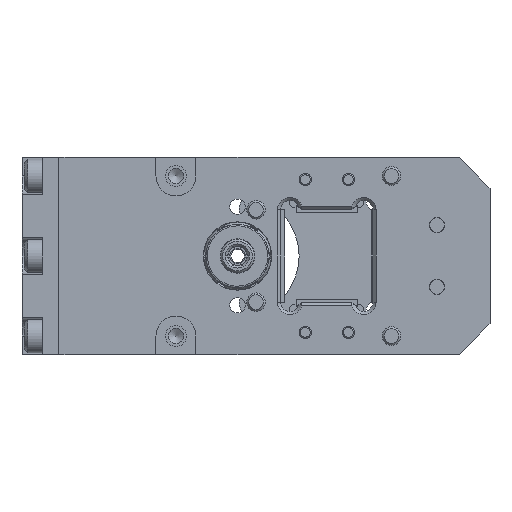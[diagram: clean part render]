
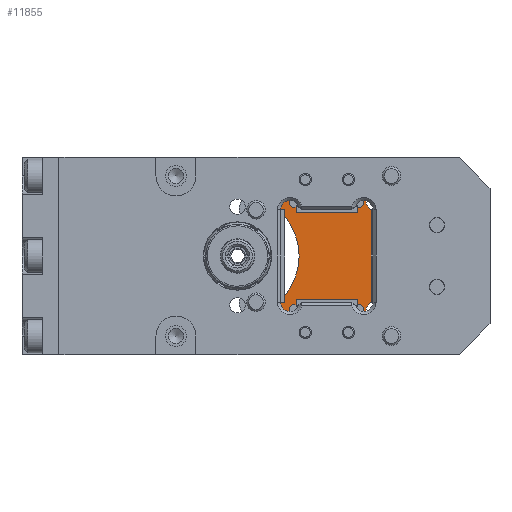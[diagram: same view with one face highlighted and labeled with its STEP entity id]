
A CAD part, front view. The second image highlights one B-rep face of the part: STEP entity #11855.
In plain terms, the highlighted planar face has unit normal (0, -1, 0).
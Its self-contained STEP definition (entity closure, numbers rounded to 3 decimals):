
#1038=FACE_BOUND('',#2172,.T.);
#1039=FACE_BOUND('',#2173,.T.);
#1040=FACE_BOUND('',#2174,.T.);
#1041=FACE_BOUND('',#2175,.T.);
#1042=FACE_BOUND('',#2176,.T.);
#1043=FACE_BOUND('',#2177,.T.);
#1044=FACE_BOUND('',#2178,.T.);
#1045=FACE_BOUND('',#2179,.T.);
#1046=FACE_BOUND('',#2180,.T.);
#1167=PLANE('',#12778);
#1499=FACE_OUTER_BOUND('',#2171,.T.);
#2171=EDGE_LOOP('',(#8288,#8289,#8290,#8291,#8292,#8293));
#2172=EDGE_LOOP('',(#8294,#8295));
#2173=EDGE_LOOP('',(#8296,#8297));
#2174=EDGE_LOOP('',(#8298,#8299));
#2175=EDGE_LOOP('',(#8300,#8301));
#2176=EDGE_LOOP('',(#8302,#8303));
#2177=EDGE_LOOP('',(#8304,#8305));
#2178=EDGE_LOOP('',(#8306,#8307));
#2179=EDGE_LOOP('',(#8308,#8309));
#2180=EDGE_LOOP('',(#8310,#8311));
#2971=LINE('',#17559,#3855);
#2978=LINE('',#17573,#3862);
#2983=LINE('',#17584,#3867);
#2987=LINE('',#17592,#3871);
#2994=LINE('',#17605,#3878);
#2995=LINE('',#17606,#3879);
#3855=VECTOR('',#14098,32.);
#3862=VECTOR('',#14107,71.);
#3867=VECTOR('',#14114,22.);
#3871=VECTOR('',#14120,71.);
#3878=VECTOR('',#14129,7.071);
#3879=VECTOR('',#14130,7.071);
#4728=CIRCLE('',#12755,1.7);
#4729=CIRCLE('',#12756,1.7);
#4732=CIRCLE('',#12760,1.7);
#4733=CIRCLE('',#12761,1.7);
#4736=CIRCLE('',#12765,1.7);
#4737=CIRCLE('',#12766,1.7);
#4740=CIRCLE('',#12770,1.7);
#4741=CIRCLE('',#12771,1.7);
#4744=CIRCLE('',#12779,10.);
#4745=CIRCLE('',#12780,10.);
#4746=CIRCLE('',#12781,1.65);
#4747=CIRCLE('',#12782,1.65);
#4748=CIRCLE('',#12783,1.65);
#4749=CIRCLE('',#12784,1.65);
#4750=CIRCLE('',#12785,1.65);
#4751=CIRCLE('',#12786,1.65);
#4752=CIRCLE('',#12787,1.65);
#4753=CIRCLE('',#12788,1.65);
#5337=VERTEX_POINT('',#17503);
#5338=VERTEX_POINT('',#17504);
#5341=VERTEX_POINT('',#17513);
#5342=VERTEX_POINT('',#17514);
#5345=VERTEX_POINT('',#17523);
#5346=VERTEX_POINT('',#17524);
#5349=VERTEX_POINT('',#17533);
#5350=VERTEX_POINT('',#17534);
#5360=VERTEX_POINT('',#17556);
#5361=VERTEX_POINT('',#17558);
#5367=VERTEX_POINT('',#17571);
#5371=VERTEX_POINT('',#17582);
#5372=VERTEX_POINT('',#17583);
#5375=VERTEX_POINT('',#17591);
#5381=VERTEX_POINT('',#17607);
#5382=VERTEX_POINT('',#17608);
#5383=VERTEX_POINT('',#17611);
#5384=VERTEX_POINT('',#17612);
#5385=VERTEX_POINT('',#17615);
#5386=VERTEX_POINT('',#17616);
#5387=VERTEX_POINT('',#17619);
#5388=VERTEX_POINT('',#17620);
#5389=VERTEX_POINT('',#17623);
#5390=VERTEX_POINT('',#17624);
#6489=EDGE_CURVE('',#5337,#5338,#4728,.T.);
#6490=EDGE_CURVE('',#5338,#5337,#4729,.T.);
#6494=EDGE_CURVE('',#5341,#5342,#4732,.T.);
#6495=EDGE_CURVE('',#5342,#5341,#4733,.T.);
#6499=EDGE_CURVE('',#5345,#5346,#4736,.T.);
#6500=EDGE_CURVE('',#5346,#5345,#4737,.T.);
#6504=EDGE_CURVE('',#5349,#5350,#4740,.T.);
#6505=EDGE_CURVE('',#5350,#5349,#4741,.T.);
#6516=EDGE_CURVE('',#5360,#5361,#2971,.T.);
#6523=EDGE_CURVE('',#5367,#5360,#2978,.T.);
#6528=EDGE_CURVE('',#5371,#5372,#2983,.T.);
#6532=EDGE_CURVE('',#5361,#5375,#2987,.T.);
#6539=EDGE_CURVE('',#5367,#5372,#2994,.F.);
#6540=EDGE_CURVE('',#5371,#5375,#2995,.F.);
#6541=EDGE_CURVE('',#5381,#5382,#4744,.T.);
#6542=EDGE_CURVE('',#5382,#5381,#4745,.T.);
#6543=EDGE_CURVE('',#5383,#5384,#4746,.T.);
#6544=EDGE_CURVE('',#5384,#5383,#4747,.T.);
#6545=EDGE_CURVE('',#5385,#5386,#4748,.T.);
#6546=EDGE_CURVE('',#5386,#5385,#4749,.T.);
#6547=EDGE_CURVE('',#5387,#5388,#4750,.T.);
#6548=EDGE_CURVE('',#5388,#5387,#4751,.T.);
#6549=EDGE_CURVE('',#5389,#5390,#4752,.T.);
#6550=EDGE_CURVE('',#5390,#5389,#4753,.T.);
#8288=ORIENTED_EDGE('',*,*,#6523,.F.);
#8289=ORIENTED_EDGE('',*,*,#6539,.T.);
#8290=ORIENTED_EDGE('',*,*,#6528,.F.);
#8291=ORIENTED_EDGE('',*,*,#6540,.T.);
#8292=ORIENTED_EDGE('',*,*,#6532,.F.);
#8293=ORIENTED_EDGE('',*,*,#6516,.F.);
#8294=ORIENTED_EDGE('',*,*,#6541,.T.);
#8295=ORIENTED_EDGE('',*,*,#6542,.T.);
#8296=ORIENTED_EDGE('',*,*,#6499,.T.);
#8297=ORIENTED_EDGE('',*,*,#6500,.T.);
#8298=ORIENTED_EDGE('',*,*,#6494,.T.);
#8299=ORIENTED_EDGE('',*,*,#6495,.T.);
#8300=ORIENTED_EDGE('',*,*,#6504,.T.);
#8301=ORIENTED_EDGE('',*,*,#6505,.T.);
#8302=ORIENTED_EDGE('',*,*,#6489,.T.);
#8303=ORIENTED_EDGE('',*,*,#6490,.T.);
#8304=ORIENTED_EDGE('',*,*,#6543,.T.);
#8305=ORIENTED_EDGE('',*,*,#6544,.T.);
#8306=ORIENTED_EDGE('',*,*,#6545,.T.);
#8307=ORIENTED_EDGE('',*,*,#6546,.T.);
#8308=ORIENTED_EDGE('',*,*,#6547,.T.);
#8309=ORIENTED_EDGE('',*,*,#6548,.T.);
#8310=ORIENTED_EDGE('',*,*,#6549,.T.);
#8311=ORIENTED_EDGE('',*,*,#6550,.T.);
#11855=ADVANCED_FACE('',(#1499,#1038,#1039,#1040,#1041,#1042,#1043,#1044,
#1045,#1046),#1167,.F.);
#12755=AXIS2_PLACEMENT_3D('',#17505,#14047,#14048);
#12756=AXIS2_PLACEMENT_3D('',#17506,#14049,#14050);
#12760=AXIS2_PLACEMENT_3D('',#17515,#14058,#14059);
#12761=AXIS2_PLACEMENT_3D('',#17516,#14060,#14061);
#12765=AXIS2_PLACEMENT_3D('',#17525,#14069,#14070);
#12766=AXIS2_PLACEMENT_3D('',#17526,#14071,#14072);
#12770=AXIS2_PLACEMENT_3D('',#17535,#14080,#14081);
#12771=AXIS2_PLACEMENT_3D('',#17536,#14082,#14083);
#12778=AXIS2_PLACEMENT_3D('',#17604,#14127,#14128);
#12779=AXIS2_PLACEMENT_3D('',#17609,#14131,#14132);
#12780=AXIS2_PLACEMENT_3D('',#17610,#14133,#14134);
#12781=AXIS2_PLACEMENT_3D('',#17613,#14135,#14136);
#12782=AXIS2_PLACEMENT_3D('',#17614,#14137,#14138);
#12783=AXIS2_PLACEMENT_3D('',#17617,#14139,#14140);
#12784=AXIS2_PLACEMENT_3D('',#17618,#14141,#14142);
#12785=AXIS2_PLACEMENT_3D('',#17621,#14143,#14144);
#12786=AXIS2_PLACEMENT_3D('',#17622,#14145,#14146);
#12787=AXIS2_PLACEMENT_3D('',#17625,#14147,#14148);
#12788=AXIS2_PLACEMENT_3D('',#17626,#14149,#14150);
#14047=DIRECTION('center_axis',(0.,1.,0.));
#14048=DIRECTION('ref_axis',(0.,0.,1.));
#14049=DIRECTION('center_axis',(0.,1.,0.));
#14050=DIRECTION('ref_axis',(0.,0.,1.));
#14058=DIRECTION('center_axis',(0.,1.,0.));
#14059=DIRECTION('ref_axis',(0.,0.,1.));
#14060=DIRECTION('center_axis',(0.,1.,0.));
#14061=DIRECTION('ref_axis',(0.,0.,1.));
#14069=DIRECTION('center_axis',(0.,1.,0.));
#14070=DIRECTION('ref_axis',(0.,0.,1.));
#14071=DIRECTION('center_axis',(0.,1.,0.));
#14072=DIRECTION('ref_axis',(0.,0.,1.));
#14080=DIRECTION('center_axis',(0.,1.,0.));
#14081=DIRECTION('ref_axis',(0.,0.,1.));
#14082=DIRECTION('center_axis',(0.,1.,0.));
#14083=DIRECTION('ref_axis',(0.,0.,1.));
#14098=DIRECTION('',(0.,0.,1.));
#14107=DIRECTION('',(-1.,0.,0.));
#14114=DIRECTION('',(0.,0.,-1.));
#14120=DIRECTION('',(1.,0.,0.));
#14127=DIRECTION('center_axis',(0.,1.,0.));
#14128=DIRECTION('ref_axis',(0.,0.,1.));
#14129=DIRECTION('',(-0.707,0.,-0.707));
#14130=DIRECTION('',(0.707,0.,-0.707));
#14131=DIRECTION('center_axis',(0.,1.,0.));
#14132=DIRECTION('ref_axis',(0.,0.,1.));
#14133=DIRECTION('center_axis',(0.,1.,0.));
#14134=DIRECTION('ref_axis',(0.,0.,1.));
#14135=DIRECTION('center_axis',(0.,1.,0.));
#14136=DIRECTION('ref_axis',(0.,0.,1.));
#14137=DIRECTION('center_axis',(0.,1.,0.));
#14138=DIRECTION('ref_axis',(0.,0.,1.));
#14139=DIRECTION('center_axis',(0.,1.,0.));
#14140=DIRECTION('ref_axis',(0.,0.,1.));
#14141=DIRECTION('center_axis',(0.,1.,0.));
#14142=DIRECTION('ref_axis',(0.,0.,1.));
#14143=DIRECTION('center_axis',(0.,1.,0.));
#14144=DIRECTION('ref_axis',(0.,0.,1.));
#14145=DIRECTION('center_axis',(0.,1.,0.));
#14146=DIRECTION('ref_axis',(0.,0.,1.));
#14147=DIRECTION('center_axis',(0.,1.,0.));
#14148=DIRECTION('ref_axis',(0.,0.,1.));
#14149=DIRECTION('center_axis',(0.,1.,0.));
#14150=DIRECTION('ref_axis',(0.,0.,1.));
#17503=CARTESIAN_POINT('',(-10.,31.,-11.3));
#17504=CARTESIAN_POINT('',(-10.,31.,-14.7));
#17505=CARTESIAN_POINT('Origin',(-10.,31.,-13.));
#17506=CARTESIAN_POINT('Origin',(-10.,31.,-13.));
#17513=CARTESIAN_POINT('',(-32.,31.,9.2));
#17514=CARTESIAN_POINT('',(-32.,31.,5.8));
#17515=CARTESIAN_POINT('Origin',(-32.,31.,7.5));
#17516=CARTESIAN_POINT('Origin',(-32.,31.,7.5));
#17523=CARTESIAN_POINT('',(-32.,31.,-5.8));
#17524=CARTESIAN_POINT('',(-32.,31.,-9.2));
#17525=CARTESIAN_POINT('Origin',(-32.,31.,-7.5));
#17526=CARTESIAN_POINT('Origin',(-32.,31.,-7.5));
#17533=CARTESIAN_POINT('',(-10.,31.,14.7));
#17534=CARTESIAN_POINT('',(-10.,31.,11.3));
#17535=CARTESIAN_POINT('Origin',(-10.,31.,13.));
#17536=CARTESIAN_POINT('Origin',(-10.,31.,13.));
#17556=CARTESIAN_POINT('',(-35.,31.,-16.));
#17558=CARTESIAN_POINT('',(-35.,31.,16.));
#17559=CARTESIAN_POINT('',(-35.,31.,-16.));
#17571=CARTESIAN_POINT('',(36.,31.,-16.));
#17573=CARTESIAN_POINT('',(36.,31.,-16.));
#17582=CARTESIAN_POINT('',(41.,31.,11.));
#17583=CARTESIAN_POINT('',(41.,31.,-11.));
#17584=CARTESIAN_POINT('',(41.,31.,11.));
#17591=CARTESIAN_POINT('',(36.,31.,16.));
#17592=CARTESIAN_POINT('',(-35.,31.,16.));
#17604=CARTESIAN_POINT('Origin',(0.,31.,0.));
#17605=CARTESIAN_POINT('',(41.,31.,-11.));
#17606=CARTESIAN_POINT('',(36.,31.,16.));
#17607=CARTESIAN_POINT('',(0.,31.,10.));
#17608=CARTESIAN_POINT('',(0.,31.,-10.));
#17609=CARTESIAN_POINT('Origin',(0.,31.,0.));
#17610=CARTESIAN_POINT('Origin',(0.,31.,0.));
#17611=CARTESIAN_POINT('',(-22.5,31.,10.65));
#17612=CARTESIAN_POINT('',(-22.5,31.,7.35));
#17613=CARTESIAN_POINT('Origin',(-22.5,31.,9.));
#17614=CARTESIAN_POINT('Origin',(-22.5,31.,9.));
#17615=CARTESIAN_POINT('',(22.5,31.,-7.35));
#17616=CARTESIAN_POINT('',(22.5,31.,-10.65));
#17617=CARTESIAN_POINT('Origin',(22.5,31.,-9.));
#17618=CARTESIAN_POINT('Origin',(22.5,31.,-9.));
#17619=CARTESIAN_POINT('',(-22.5,31.,-7.35));
#17620=CARTESIAN_POINT('',(-22.5,31.,-10.65));
#17621=CARTESIAN_POINT('Origin',(-22.5,31.,-9.));
#17622=CARTESIAN_POINT('Origin',(-22.5,31.,-9.));
#17623=CARTESIAN_POINT('',(22.5,31.,10.65));
#17624=CARTESIAN_POINT('',(22.5,31.,7.35));
#17625=CARTESIAN_POINT('Origin',(22.5,31.,9.));
#17626=CARTESIAN_POINT('Origin',(22.5,31.,9.));
